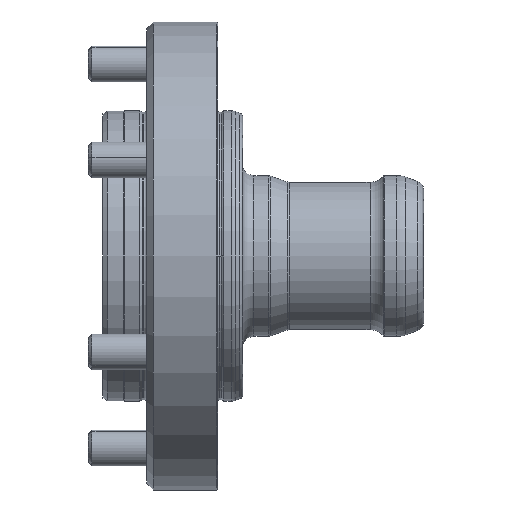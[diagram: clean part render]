
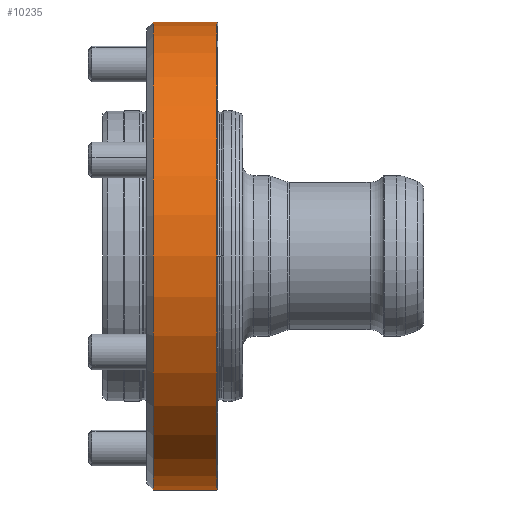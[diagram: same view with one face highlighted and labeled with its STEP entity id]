
A CAD part, left-side view. The second image highlights one B-rep face of the part: STEP entity #10235.
In plain terms, the highlighted cylindrical face has radius 52.4 mm (diameter 104.8 mm), a partial arc.
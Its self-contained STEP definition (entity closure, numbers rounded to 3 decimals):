
#15 = AXIS2_PLACEMENT_3D ( 'NONE', #8093, #10642, #5607 ) ;
#150 = VECTOR ( 'NONE', #2669, 1000. ) ;
#212 = CIRCLE ( 'NONE', #10787, 52.4 ) ;
#285 = CARTESIAN_POINT ( 'NONE',  ( 0., 17.073, -52.4 ) ) ;
#389 = VERTEX_POINT ( 'NONE', #7817 ) ;
#941 = DIRECTION ( 'NONE',  ( 0., 0., 1. ) ) ;
#1011 = CARTESIAN_POINT ( 'NONE',  ( 0., 17.073, 0. ) ) ;
#1165 = VERTEX_POINT ( 'NONE', #7992 ) ;
#1401 = EDGE_CURVE ( 'NONE', #1165, #9397, #9567, .T. ) ;
#2669 = DIRECTION ( 'NONE',  ( 0., 1., 0. ) ) ;
#2780 = CYLINDRICAL_SURFACE ( 'NONE', #4302, 52.4 ) ;
#3738 = CARTESIAN_POINT ( 'NONE',  ( 0., 0.25, 0. ) ) ;
#3896 = CARTESIAN_POINT ( 'NONE',  ( 0., 14.5, -52.4 ) ) ;
#3969 = EDGE_CURVE ( 'NONE', #1165, #389, #212, .T. ) ;
#4302 = AXIS2_PLACEMENT_3D ( 'NONE', #1011, #6840, #941 ) ;
#5223 = ORIENTED_EDGE ( 'NONE', *, *, #1401, .F. ) ;
#5478 = CARTESIAN_POINT ( 'NONE',  ( 0., 14.5, 52.4 ) ) ;
#5607 = DIRECTION ( 'NONE',  ( 0., 0., 1. ) ) ;
#5637 = ORIENTED_EDGE ( 'NONE', *, *, #3969, .T. ) ;
#5834 = EDGE_CURVE ( 'NONE', #389, #9770, #8703, .T. ) ;
#6004 = ORIENTED_EDGE ( 'NONE', *, *, #6057, .F. ) ;
#6057 = EDGE_CURVE ( 'NONE', #9397, #9770, #6577, .T. ) ;
#6328 = DIRECTION ( 'NONE',  ( 0., 1., 0. ) ) ;
#6373 = EDGE_LOOP ( 'NONE', ( #5223, #5637, #9501, #6004 ) ) ;
#6577 = CIRCLE ( 'NONE', #15, 52.4 ) ;
#6840 = DIRECTION ( 'NONE',  ( 0., 1., 0. ) ) ;
#6907 = FACE_OUTER_BOUND ( 'NONE', #6373, .T. ) ;
#7058 = CARTESIAN_POINT ( 'NONE',  ( 0., 17.073, 52.4 ) ) ;
#7817 = CARTESIAN_POINT ( 'NONE',  ( 0., 0.25, 52.4 ) ) ;
#7992 = CARTESIAN_POINT ( 'NONE',  ( 0., 0.25, -52.4 ) ) ;
#8093 = CARTESIAN_POINT ( 'NONE',  ( 0., 14.5, 0. ) ) ;
#8447 = VECTOR ( 'NONE', #8652, 1000. ) ;
#8652 = DIRECTION ( 'NONE',  ( 0., 1., 0. ) ) ;
#8703 = LINE ( 'NONE', #7058, #8447 ) ;
#9397 = VERTEX_POINT ( 'NONE', #3896 ) ;
#9501 = ORIENTED_EDGE ( 'NONE', *, *, #5834, .T. ) ;
#9567 = LINE ( 'NONE', #285, #150 ) ;
#9678 = DIRECTION ( 'NONE',  ( 0., 0., 1. ) ) ;
#9770 = VERTEX_POINT ( 'NONE', #5478 ) ;
#10235 = ADVANCED_FACE ( 'NONE', ( #6907 ), #2780, .T. ) ;
#10642 = DIRECTION ( 'NONE',  ( 0., 1., 0. ) ) ;
#10787 = AXIS2_PLACEMENT_3D ( 'NONE', #3738, #6328, #9678 ) ;
